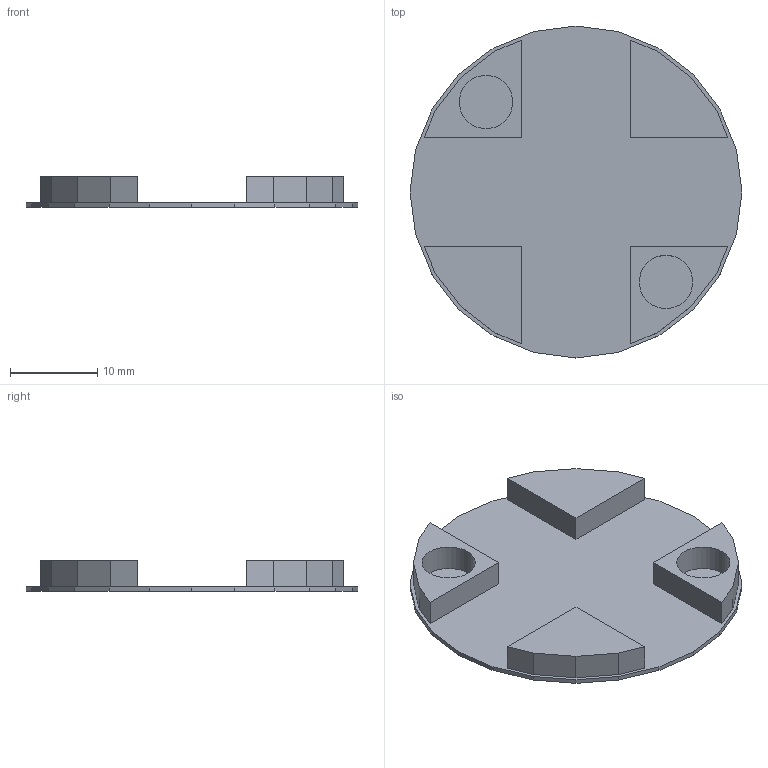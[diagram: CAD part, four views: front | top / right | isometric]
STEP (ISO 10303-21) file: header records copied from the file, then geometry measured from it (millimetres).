
FILE_DESCRIPTION(/* description */ (''),/* implementation_level */ '2;1');
FILE_NAME(/* name */ 'HEX_Cover_2_bottom v3.step',/* time_stamp */ '2024-07-06T08:38:28+09:00',/* author */ (''),/* organization */ (''),/* preprocessor_version */ 'ST-DEVELOPER v20',/* originating_system */ 'Autodesk Translation Framework v13.14.0.145',/* authorisation */ '');
FILE_SCHEMA (('AUTOMOTIVE_DESIGN { 1 0 10303 214 3 1 1 }'));
Length unit declared in the file: millimetre
Products named in the file (1): HEX_Cover_2_bottom
Bounding box: 38 x 38 x 3.5 mm (x, y, z)
Volume: 1356.2 mm3; surface area: 2879.6 mm2
Topology: 1 solids, 1 shells, 58 faces, 150 edges, 100 vertices
Faces by surface type: plane 56, cylinder 2
Full cylindrical faces by diameter (mm): 6.1 x2
Entity records: 1771 total; most frequent: CARTESIAN_POINT 309, ORIENTED_EDGE 300, DIRECTION 272, EDGE_CURVE 150, LINE 146, VECTOR 146, VERTEX_POINT 100, EDGE_LOOP 64
